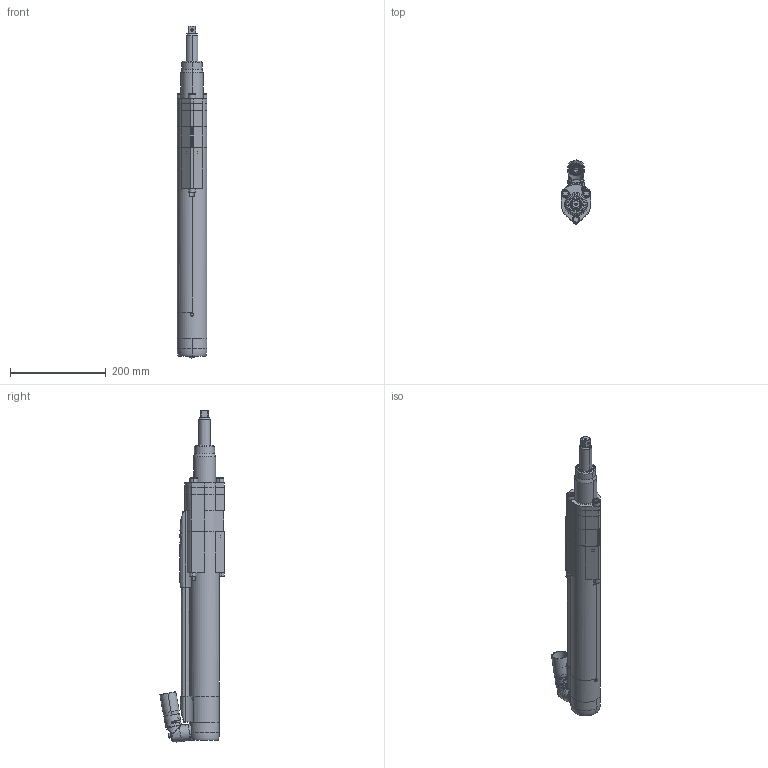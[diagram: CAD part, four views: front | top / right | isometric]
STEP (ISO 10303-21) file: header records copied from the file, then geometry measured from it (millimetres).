
FILE_DESCRIPTION((''),'2;1');
FILE_NAME('K_8435408370_ASM','2013-05-21T',('tooextcsr'),(''),'PRO/ENGINEER BY PARAMETRIC TECHNOLOGY CORPORATION, 2012420','PRO/ENGINEER BY PARAMETRIC TECHNOLOGY CORPORATION, 2012420','');
FILE_SCHEMA(('CONFIG_CONTROL_DESIGN','GEOMETRIC_VALIDATION_PROPERTIES_MIM'));
Products named in the file (7): QST62_REARCOVER_02; QST_CONNECTOR_02; QST62_150_CT_BODY_50; QST62_SPACER_01; QST62_FRONT_50; 4230182100; K_8435408370_ASM
Assembly tree (6 placements, depth 2):
  K_8435408370_ASM
    QST62_REARCOVER_02
    QST_CONNECTOR_02
    QST62_150_CT_BODY_50
    QST62_SPACER_01
    QST62_FRONT_50
    4230182100
Bounding box: 62 x 134.4 x 694.1 mm (x, y, z)
Volume: 1251984.2 mm3; surface area: 420233.7 mm2
Topology: 7 solids, 46 shells, 3301 faces, 9062 edges, 5915 vertices
Faces by surface type: plane 1305, cylinder 1046, cone 366, torus 267, bspline 264, extrusion 39, sphere 8, revolution 6
Entity records: 141765 total; most frequent: CARTESIAN_POINT 40061, ORIENTED_EDGE 18030, DIRECTION 16110, EDGE_CURVE 9031, AXIS2_PLACEMENT_3D 6287, VERTEX_POINT 5915, VECTOR 3530, EDGE_LOOP 3518
